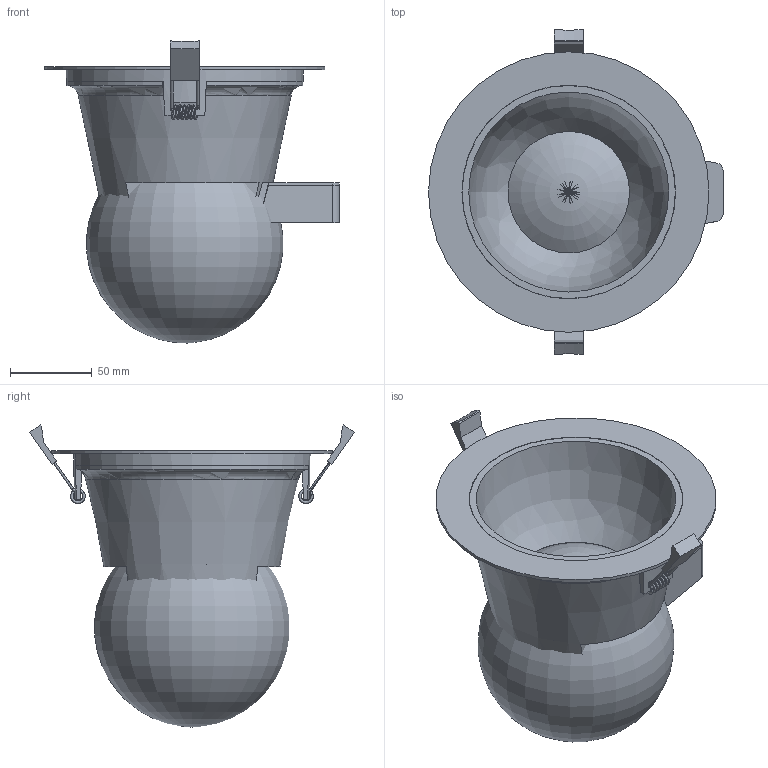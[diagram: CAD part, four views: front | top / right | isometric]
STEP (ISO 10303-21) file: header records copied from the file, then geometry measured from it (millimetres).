
FILE_DESCRIPTION (( 'STEP AP214' ), '1' );
FILE_NAME ('DL_COMFORT_DN155_18W.STEP', '2023-07-07T07:23:46', ( '' ), ( '' ), 'SwSTEP 2.0', 'SolidWorks 2022', '' );
FILE_SCHEMA (( 'AUTOMOTIVE_DESIGN' ));
Length unit declared in the file: millimetre
Products named in the file (1): DL_COMFORT_DN155_18W
Bounding box: 180.89 x 199.08 x 185.3 mm (x, y, z)
Volume: 222009.2 mm3; surface area: 313033.8 mm2
Topology: 8 solids, 8 shells, 172 faces, 446 edges, 300 vertices
Faces by surface type: plane 94, cylinder 33, cone 19, bspline 14, torus 12
Full cylindrical faces by diameter (mm): 1.6 x2, 72.3 x1, 74.7 x1, 130.7 x1, 131 x1, 137 x1, 171.999 x1
Entity records: 11448 total; most frequent: CARTESIAN_POINT 5577, ORIENTED_EDGE 836, DIRECTION 726, EDGE_CURVE 418, VERTEX_POINT 288, AXIS2_PLACEMENT_3D 288, EDGE_LOOP 200, FACE_OUTER_BOUND 184
